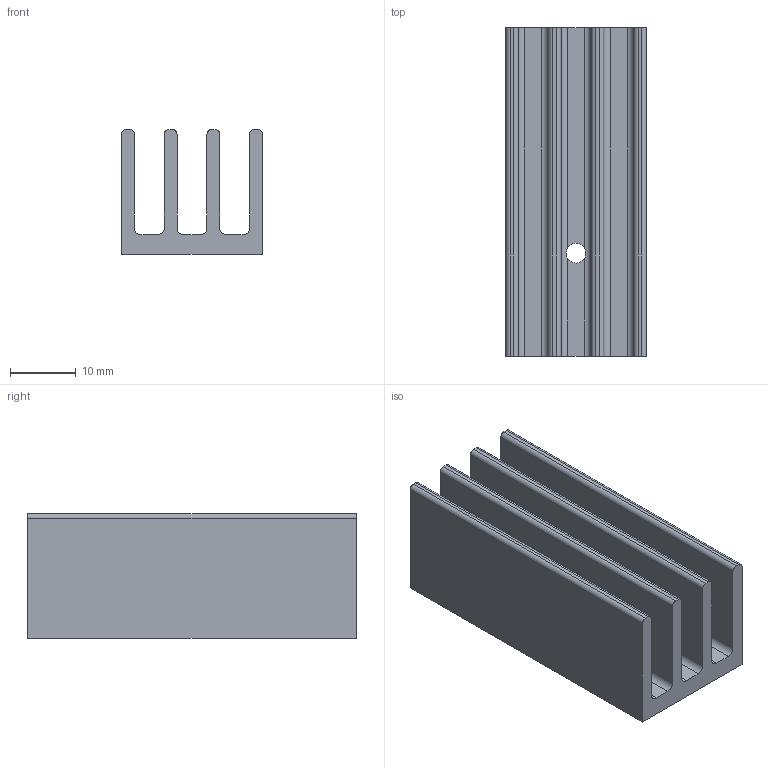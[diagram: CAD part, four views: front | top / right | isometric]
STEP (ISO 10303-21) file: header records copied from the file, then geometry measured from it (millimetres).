
FILE_DESCRIPTION(/* description */ (''),/* implementation_level */ '2;1');
FILE_NAME(/* name */ 'HSINK_EDA-03690-V1-0_misc1.stp',/* time_stamp */ '2017-09-21T15:27:13+02:00',/* author */ ('jchouvet'),/* organization */ (''),/* preprocessor_version */ 'ST-DEVELOPER v16.1',/* originating_system */ 'AutoCAD Mechanical',/* authorisation */ '');
FILE_SCHEMA (('AUTOMOTIVE_DESIGN { 1 0 10303 214 3 1 1 }'));
Length unit declared in the file: millimetre
Products named in the file (1): Product
Bounding box: 21.45 x 50 x 19 mm (x, y, z)
Volume: 9458.6 mm3; surface area: 8989.4 mm2
Topology: 1 solids, 1 shells, 34 faces, 99 edges, 66 vertices
Faces by surface type: plane 19, cylinder 15
Full cylindrical faces by diameter (mm): 3 x1
Entity records: 1178 total; most frequent: CARTESIAN_POINT 223, DIRECTION 196, ORIENTED_EDGE 194, EDGE_CURVE 97, AXIS2_PLACEMENT_3D 66, VERTEX_POINT 65, LINE 64, VECTOR 64
